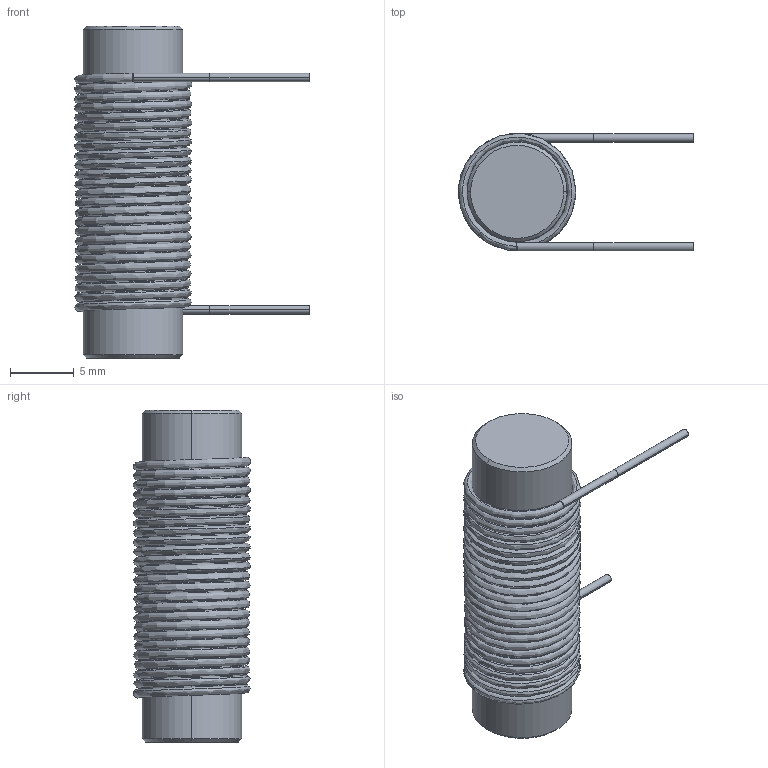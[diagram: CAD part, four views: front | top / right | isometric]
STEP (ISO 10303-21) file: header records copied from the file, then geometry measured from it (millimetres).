
FILE_DESCRIPTION(('FreeCAD Model'),'2;1');
FILE_NAME('Open CASCADE Shape Model','2025-04-26T04:12:47',('FreeCAD'),( 'FreeCAD'),'Open CASCADE STEP processor 7.6','FreeCAD','Unknown');
FILE_SCHEMA(('AUTOMOTIVE_DESIGN { 1 0 10303 214 1 1 1 1 }'));
Products named in the file (1): Open CASCADE STEP translator 7.6 1
Bounding box: 18.48 x 9.25 x 26.11 mm (x, y, z)
Volume: 1487.9 mm3; surface area: 2137 mm2
Topology: 6 solids, 6 shells, 28 faces, 44 edges, 28 vertices
Faces by surface type: bspline 28
Entity records: 204540 total; most frequent: CARTESIAN_POINT 204241, ORIENTED_EDGE 88, EDGE_CURVE 44, ADVANCED_FACE 28, FACE_BOUND 28, EDGE_LOOP 28, VERTEX_POINT 28, B_SPLINE_CURVE_WITH_KNOTS 16
